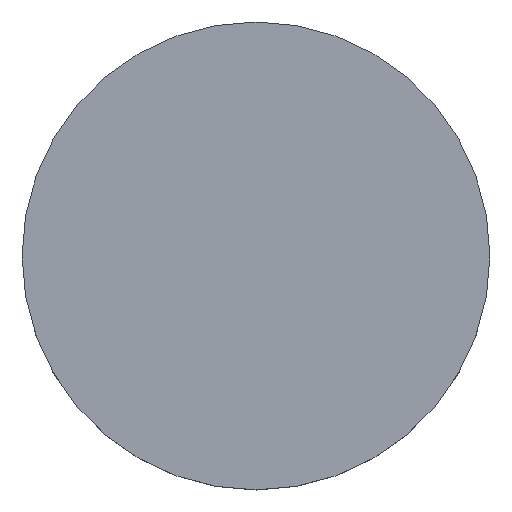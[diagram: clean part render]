
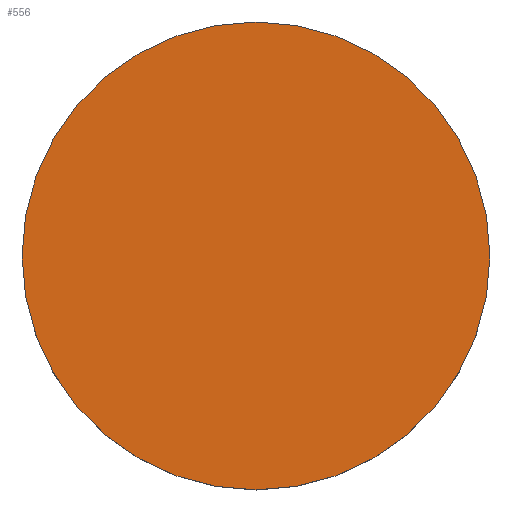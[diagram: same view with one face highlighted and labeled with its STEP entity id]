
A CAD part, top view. The second image highlights one B-rep face of the part: STEP entity #556.
In plain terms, the highlighted planar face has unit normal (0, 0, 1).
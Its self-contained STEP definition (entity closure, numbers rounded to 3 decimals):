
#175 = CIRCLE ( 'NONE', #937, 25. ) ;
#217 = CARTESIAN_POINT ( 'NONE',  ( 0., 0., 21.35 ) ) ;
#224 = DIRECTION ( 'NONE',  ( 0., 0., 1. ) ) ;
#271 = CARTESIAN_POINT ( 'NONE',  ( 0., 25., 21.35 ) ) ;
#296 = DIRECTION ( 'NONE',  ( 0., 0., -1. ) ) ;
#353 = DIRECTION ( 'NONE',  ( 0., 1., 0. ) ) ;
#441 = EDGE_CURVE ( 'NONE', #751, #861, #175, .T. ) ;
#458 = CARTESIAN_POINT ( 'NONE',  ( 0., -25., 21.35 ) ) ;
#500 = ORIENTED_EDGE ( 'NONE', *, *, #871, .F. ) ;
#530 = ORIENTED_EDGE ( 'NONE', *, *, #441, .F. ) ;
#556 = ADVANCED_FACE ( 'NONE', ( #977 ), #647, .T. ) ;
#564 = DIRECTION ( 'NONE',  ( 1., 0., 0. ) ) ;
#583 = AXIS2_PLACEMENT_3D ( 'NONE', #217, #224, #564 ) ;
#612 = CARTESIAN_POINT ( 'NONE',  ( 0., 0., 21.35 ) ) ;
#641 = DIRECTION ( 'NONE',  ( 0., 1., 0. ) ) ;
#647 = PLANE ( 'NONE',  #583 ) ;
#675 = CIRCLE ( 'NONE', #868, 25. ) ;
#751 = VERTEX_POINT ( 'NONE', #458 ) ;
#784 = EDGE_LOOP ( 'NONE', ( #500, #530 ) ) ;
#861 = VERTEX_POINT ( 'NONE', #271 ) ;
#868 = AXIS2_PLACEMENT_3D ( 'NONE', #612, #880, #353 ) ;
#871 = EDGE_CURVE ( 'NONE', #861, #751, #675, .T. ) ;
#880 = DIRECTION ( 'NONE',  ( 0., 0., -1. ) ) ;
#937 = AXIS2_PLACEMENT_3D ( 'NONE', #1059, #296, #641 ) ;
#977 = FACE_OUTER_BOUND ( 'NONE', #784, .T. ) ;
#1059 = CARTESIAN_POINT ( 'NONE',  ( 0., 0., 21.35 ) ) ;
